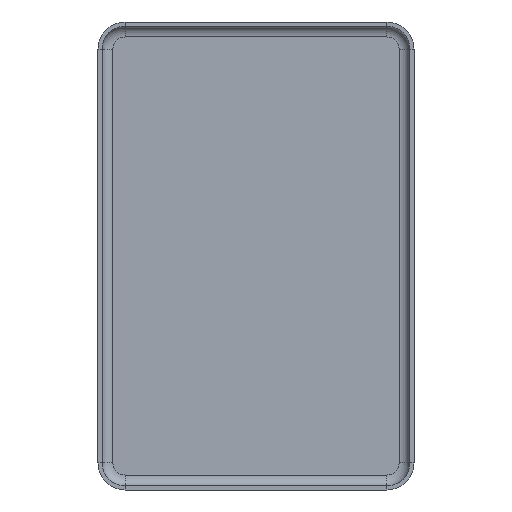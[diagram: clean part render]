
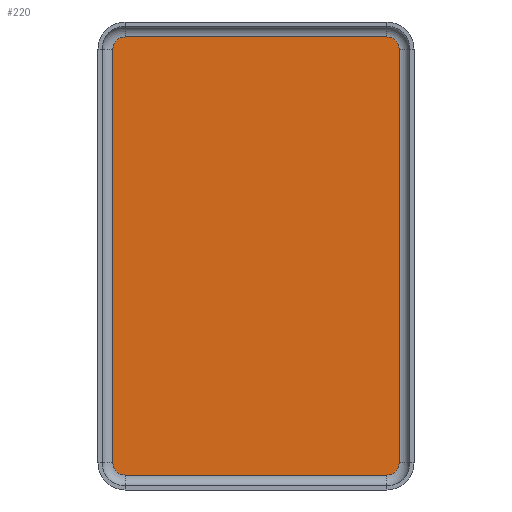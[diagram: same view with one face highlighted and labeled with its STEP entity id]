
A CAD part, front view. The second image highlights one B-rep face of the part: STEP entity #220.
In plain terms, the highlighted planar face has unit normal (0, -1, 0).
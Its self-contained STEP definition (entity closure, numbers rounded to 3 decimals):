
#4 = EDGE_CURVE ( 'NONE', #538, #634, #548, .T. ) ;
#16 = CARTESIAN_POINT ( 'NONE',  ( -9.65, -0.3, 15.25 ) ) ;
#37 = VECTOR ( 'NONE', #1106, 1000. ) ;
#61 = ORIENTED_EDGE ( 'NONE', *, *, #843, .F. ) ;
#76 = AXIS2_PLACEMENT_3D ( 'NONE', #1127, #580, #494 ) ;
#77 = DIRECTION ( 'NONE',  ( 0., 1., 0. ) ) ;
#81 = DIRECTION ( 'NONE',  ( 0., 0., -1. ) ) ;
#96 = CARTESIAN_POINT ( 'NONE',  ( 9.65, -0.3, 16.15 ) ) ;
#106 = LINE ( 'NONE', #649, #293 ) ;
#112 = DIRECTION ( 'NONE',  ( -1., 0., 0. ) ) ;
#124 = VERTEX_POINT ( 'NONE', #592 ) ;
#149 = DIRECTION ( 'NONE',  ( 0., 0., 1. ) ) ;
#163 = CARTESIAN_POINT ( 'NONE',  ( 10.55, -0.3, 15.25 ) ) ;
#167 = CARTESIAN_POINT ( 'NONE',  ( 9.65, -0.3, 15.25 ) ) ;
#215 = CARTESIAN_POINT ( 'NONE',  ( -9.65, -0.3, 16.15 ) ) ;
#218 = CIRCLE ( 'NONE', #967, 0.9 ) ;
#220 = ADVANCED_FACE ( 'NONE', ( #932 ), #970, .T. ) ;
#233 = DIRECTION ( 'NONE',  ( 0., 1., 0. ) ) ;
#249 = VECTOR ( 'NONE', #626, 1000. ) ;
#252 = VERTEX_POINT ( 'NONE', #163 ) ;
#254 = CARTESIAN_POINT ( 'NONE',  ( 9.65, -0.3, -15.25 ) ) ;
#266 = CARTESIAN_POINT ( 'NONE',  ( -9.65, -0.3, 16.15 ) ) ;
#290 = AXIS2_PLACEMENT_3D ( 'NONE', #604, #233, #149 ) ;
#293 = VECTOR ( 'NONE', #737, 1000. ) ;
#306 = CARTESIAN_POINT ( 'NONE',  ( 10.55, -0.3, 15.25 ) ) ;
#316 = VERTEX_POINT ( 'NONE', #96 ) ;
#458 = ORIENTED_EDGE ( 'NONE', *, *, #4, .F. ) ;
#466 = EDGE_CURVE ( 'NONE', #775, #957, #688, .T. ) ;
#475 = DIRECTION ( 'NONE',  ( 0., 1., 0. ) ) ;
#494 = DIRECTION ( 'NONE',  ( 0., 0., 1. ) ) ;
#527 = EDGE_CURVE ( 'NONE', #957, #124, #581, .T. ) ;
#538 = VERTEX_POINT ( 'NONE', #736 ) ;
#548 = CIRCLE ( 'NONE', #1083, 0.9 ) ;
#580 = DIRECTION ( 'NONE',  ( 0., 1., 0. ) ) ;
#581 = CIRCLE ( 'NONE', #76, 0.9 ) ;
#592 = CARTESIAN_POINT ( 'NONE',  ( -10.55, -0.3, -15.25 ) ) ;
#604 = CARTESIAN_POINT ( 'NONE',  ( 9.65, -0.3, 15.25 ) ) ;
#609 = ORIENTED_EDGE ( 'NONE', *, *, #1007, .F. ) ;
#626 = DIRECTION ( 'NONE',  ( 1., 0., 0. ) ) ;
#634 = VERTEX_POINT ( 'NONE', #215 ) ;
#640 = DIRECTION ( 'NONE',  ( 0., 0., 1. ) ) ;
#648 = ORIENTED_EDGE ( 'NONE', *, *, #658, .F. ) ;
#649 = CARTESIAN_POINT ( 'NONE',  ( -10.55, -0.3, -15.25 ) ) ;
#652 = ORIENTED_EDGE ( 'NONE', *, *, #860, .F. ) ;
#658 = EDGE_CURVE ( 'NONE', #316, #252, #866, .T. ) ;
#688 = LINE ( 'NONE', #1108, #1052 ) ;
#700 = LINE ( 'NONE', #266, #249 ) ;
#735 = EDGE_LOOP ( 'NONE', ( #648, #61, #458, #609, #1092, #1104, #652, #921 ) ) ;
#736 = CARTESIAN_POINT ( 'NONE',  ( -10.55, -0.3, 15.25 ) ) ;
#737 = DIRECTION ( 'NONE',  ( 0., 0., 1. ) ) ;
#775 = VERTEX_POINT ( 'NONE', #1151 ) ;
#776 = AXIS2_PLACEMENT_3D ( 'NONE', #167, #864, #81 ) ;
#833 = LINE ( 'NONE', #306, #37 ) ;
#843 = EDGE_CURVE ( 'NONE', #634, #316, #700, .T. ) ;
#860 = EDGE_CURVE ( 'NONE', #904, #775, #218, .T. ) ;
#864 = DIRECTION ( 'NONE',  ( 0., -1., 0. ) ) ;
#866 = CIRCLE ( 'NONE', #290, 0.9 ) ;
#904 = VERTEX_POINT ( 'NONE', #971 ) ;
#921 = ORIENTED_EDGE ( 'NONE', *, *, #1146, .F. ) ;
#932 = FACE_OUTER_BOUND ( 'NONE', #735, .T. ) ;
#957 = VERTEX_POINT ( 'NONE', #1084 ) ;
#967 = AXIS2_PLACEMENT_3D ( 'NONE', #254, #77, #1068 ) ;
#970 = PLANE ( 'NONE',  #776 ) ;
#971 = CARTESIAN_POINT ( 'NONE',  ( 10.55, -0.3, -15.25 ) ) ;
#1007 = EDGE_CURVE ( 'NONE', #124, #538, #106, .T. ) ;
#1052 = VECTOR ( 'NONE', #112, 1000. ) ;
#1068 = DIRECTION ( 'NONE',  ( 0., 0., 1. ) ) ;
#1083 = AXIS2_PLACEMENT_3D ( 'NONE', #16, #475, #640 ) ;
#1084 = CARTESIAN_POINT ( 'NONE',  ( -9.65, -0.3, -16.15 ) ) ;
#1092 = ORIENTED_EDGE ( 'NONE', *, *, #527, .F. ) ;
#1104 = ORIENTED_EDGE ( 'NONE', *, *, #466, .F. ) ;
#1106 = DIRECTION ( 'NONE',  ( 0., 0., -1. ) ) ;
#1108 = CARTESIAN_POINT ( 'NONE',  ( 9.65, -0.3, -16.15 ) ) ;
#1127 = CARTESIAN_POINT ( 'NONE',  ( -9.65, -0.3, -15.25 ) ) ;
#1146 = EDGE_CURVE ( 'NONE', #252, #904, #833, .T. ) ;
#1151 = CARTESIAN_POINT ( 'NONE',  ( 9.65, -0.3, -16.15 ) ) ;
